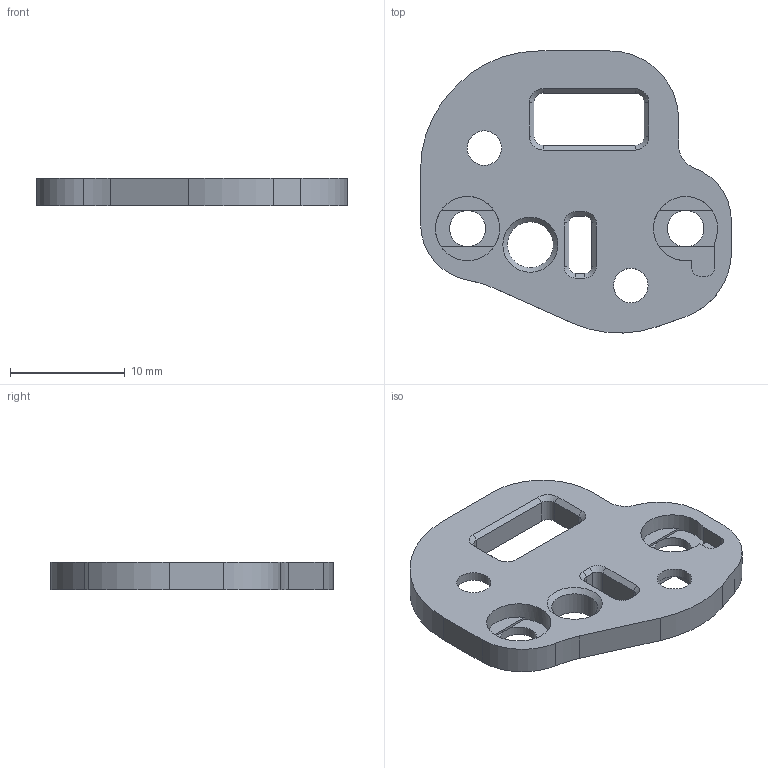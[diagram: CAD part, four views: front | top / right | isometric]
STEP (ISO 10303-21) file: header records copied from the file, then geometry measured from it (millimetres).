
FILE_DESCRIPTION(/* description */ (''),/* implementation_level */ '2;1');
FILE_NAME(/* name */ 'PCB_Mount_Reversed.stp',/* time_stamp */ '2022-07-23T14:34:20+02:00',/* author */ ('Rama'),/* organization */ (''),/* preprocessor_version */ 'ST-DEVELOPER v18.1',/* originating_system */ 'Autodesk Inventor 2022',/* authorisation */ '');
FILE_SCHEMA (('AUTOMOTIVE_DESIGN { 1 0 10303 214 3 1 1 }'));
Length unit declared in the file: millimetre
Products named in the file (1): PCB_Mount
Bounding box: 27.1 x 24.59 x 2.4 mm (x, y, z)
Volume: 845.9 mm3; surface area: 1318.4 mm2
Topology: 1 solids, 1 shells, 93 faces, 250 edges, 160 vertices
Faces by surface type: plane 54, cylinder 30, cone 9
Full cylindrical faces by diameter (mm): 3 x2, 3.15 x1, 3.2 x1, 4 x1, 5.6 x1
Entity records: 2976 total; most frequent: DIRECTION 519, CARTESIAN_POINT 504, ORIENTED_EDGE 500, EDGE_CURVE 250, AXIS2_PLACEMENT_3D 175, LINE 169, VECTOR 169, VERTEX_POINT 160
